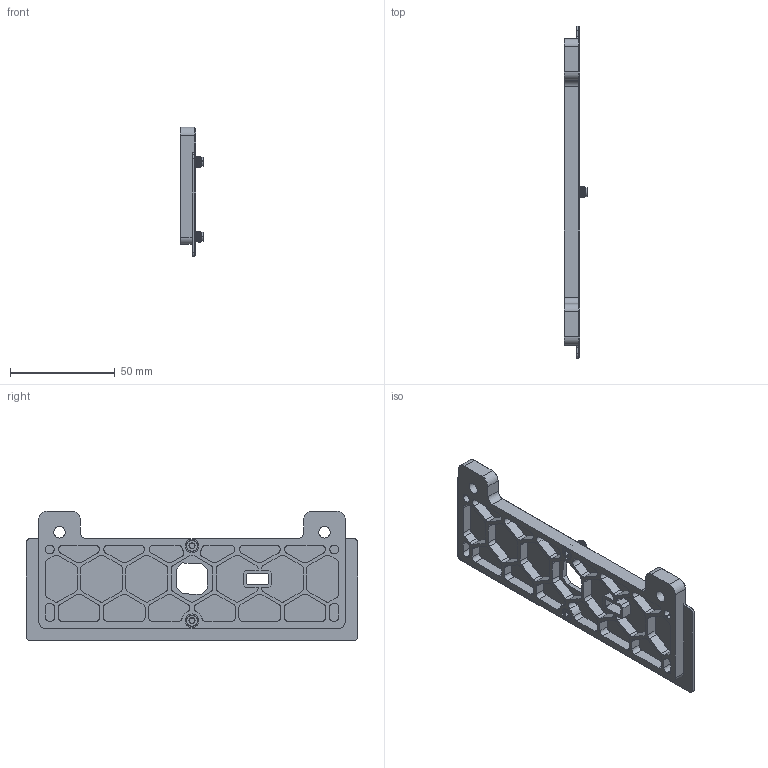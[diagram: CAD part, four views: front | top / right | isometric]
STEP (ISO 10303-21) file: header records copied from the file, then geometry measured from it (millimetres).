
FILE_DESCRIPTION(/* description */ (''),/* implementation_level */ '2;1');
FILE_NAME(/* name */ 'Exhaust_cover_SFS v4.step',/* time_stamp */ '2023-09-07T17:46:21-06:00',/* author */ (''),/* organization */ (''),/* preprocessor_version */ 'ST-DEVELOPER v20',/* originating_system */ 'Autodesk Translation Framework v12.9.0.99',/* authorisation */ '');
FILE_SCHEMA (('AUTOMOTIVE_DESIGN { 1 0 10303 214 3 1 1 }'));
Length unit declared in the file: millimetre
Products named in the file (6): Exhaust_cover_SFS; Exhaust_cover_SFS_assembly; Exhaust_cover_SFS_1; Exhaust_cover_SFS_clamp; M3_threaded_insert; M3x8_SHCS
Assembly tree (7 placements, depth 4):
  Exhaust_cover_SFS
    Exhaust_cover_SFS_assembly
      Exhaust_cover_SFS_1
      Exhaust_cover_SFS_clamp
        M3_threaded_insert  x2
      M3x8_SHCS  x2
Bounding box: 11.05 x 158.6 x 61.8 mm (x, y, z)
Volume: 30076.6 mm3; surface area: 25757.8 mm2
Topology: 5 solids, 5 shells, 605 faces, 1618 edges, 1060 vertices
Faces by surface type: plane 215, cylinder 194, bspline 156, cone 40
Full cylindrical faces by diameter (mm): 2.9 x2, 3 x2, 3.4 x2, 4.2 x2, 4.25 x2, 4.6 x2, 5.5 x4, 6.5 x2
Entity records: 16546 total; most frequent: CARTESIAN_POINT 4812, ORIENTED_EDGE 2498, DIRECTION 2322, EDGE_CURVE 1249, AXIS2_PLACEMENT_3D 835, VERTEX_POINT 819, LINE 652, VECTOR 652
